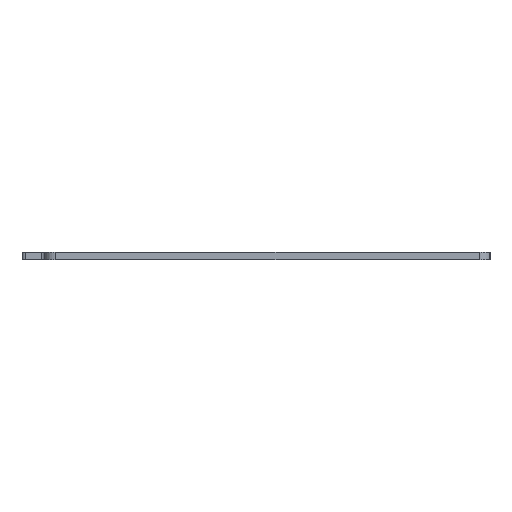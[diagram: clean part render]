
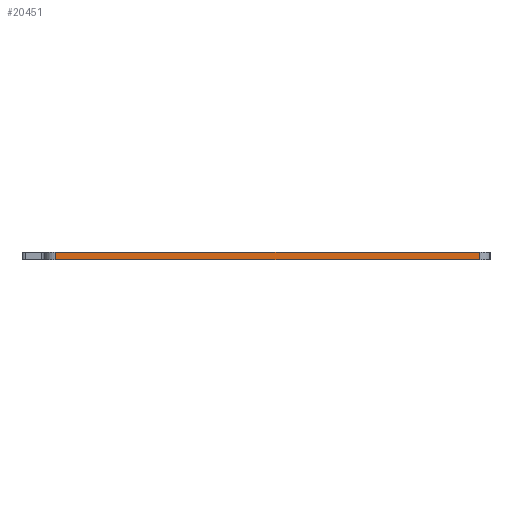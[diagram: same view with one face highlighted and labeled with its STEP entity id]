
A CAD part, left-side view. The second image highlights one B-rep face of the part: STEP entity #20451.
In plain terms, the highlighted planar face has unit normal (-1, 0, 0).
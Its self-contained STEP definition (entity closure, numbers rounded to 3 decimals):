
#84 = PLANE('',#85);
#85 = AXIS2_PLACEMENT_3D('',#86,#87,#88);
#86 = CARTESIAN_POINT('',(0.173,-1.9,1.6));
#87 = DIRECTION('',(0.,0.,1.));
#88 = DIRECTION('',(1.,0.,-0.));
#139 = PLANE('',#140);
#140 = AXIS2_PLACEMENT_3D('',#141,#142,#143);
#141 = CARTESIAN_POINT('',(0.173,-1.9,0.));
#142 = DIRECTION('',(0.,0.,1.));
#143 = DIRECTION('',(1.,0.,-0.));
#418 = VERTEX_POINT('',#419);
#419 = CARTESIAN_POINT('',(-145.256,45.044,0.));
#434 = CYLINDRICAL_SURFACE('',#435,2.381);
#435 = AXIS2_PLACEMENT_3D('',#436,#437,#438);
#436 = CARTESIAN_POINT('',(-142.875,45.044,0.));
#437 = DIRECTION('',(-0.,-0.,-1.));
#438 = DIRECTION('',(1.,0.,-0.));
#446 = EDGE_CURVE('',#447,#418,#449,.T.);
#447 = VERTEX_POINT('',#448);
#448 = CARTESIAN_POINT('',(-145.256,-50.206,0.));
#449 = SURFACE_CURVE('',#450,(#454,#461),.PCURVE_S1.);
#450 = LINE('',#451,#452);
#451 = CARTESIAN_POINT('',(-145.256,-50.206,0.));
#452 = VECTOR('',#453,1.);
#453 = DIRECTION('',(0.,1.,0.));
#454 = PCURVE('',#139,#455);
#455 = DEFINITIONAL_REPRESENTATION('',(#456),#460);
#456 = LINE('',#457,#458);
#457 = CARTESIAN_POINT('',(-145.429,-48.306));
#458 = VECTOR('',#459,1.);
#459 = DIRECTION('',(0.,1.));
#460 = ( GEOMETRIC_REPRESENTATION_CONTEXT(2) 
PARAMETRIC_REPRESENTATION_CONTEXT() REPRESENTATION_CONTEXT('2D SPACE',''
  ) );
#461 = PCURVE('',#462,#467);
#462 = PLANE('',#463);
#463 = AXIS2_PLACEMENT_3D('',#464,#465,#466);
#464 = CARTESIAN_POINT('',(-145.256,-50.206,0.));
#465 = DIRECTION('',(-1.,0.,0.));
#466 = DIRECTION('',(0.,1.,0.));
#467 = DEFINITIONAL_REPRESENTATION('',(#468),#472);
#468 = LINE('',#469,#470);
#469 = CARTESIAN_POINT('',(0.,0.));
#470 = VECTOR('',#471,1.);
#471 = DIRECTION('',(1.,0.));
#472 = ( GEOMETRIC_REPRESENTATION_CONTEXT(2) 
PARAMETRIC_REPRESENTATION_CONTEXT() REPRESENTATION_CONTEXT('2D SPACE',''
  ) );
#491 = CYLINDRICAL_SURFACE('',#492,2.381);
#492 = AXIS2_PLACEMENT_3D('',#493,#494,#495);
#493 = CARTESIAN_POINT('',(-142.875,-50.206,0.));
#494 = DIRECTION('',(-0.,-0.,-1.));
#495 = DIRECTION('',(1.,0.,-0.));
#11199 = VERTEX_POINT('',#11200);
#11200 = CARTESIAN_POINT('',(-145.256,45.044,1.6));
#11222 = EDGE_CURVE('',#11223,#11199,#11225,.T.);
#11223 = VERTEX_POINT('',#11224);
#11224 = CARTESIAN_POINT('',(-145.256,-50.206,1.6));
#11225 = SURFACE_CURVE('',#11226,(#11230,#11237),.PCURVE_S1.);
#11226 = LINE('',#11227,#11228);
#11227 = CARTESIAN_POINT('',(-145.256,-50.206,1.6));
#11228 = VECTOR('',#11229,1.);
#11229 = DIRECTION('',(0.,1.,0.));
#11230 = PCURVE('',#84,#11231);
#11231 = DEFINITIONAL_REPRESENTATION('',(#11232),#11236);
#11232 = LINE('',#11233,#11234);
#11233 = CARTESIAN_POINT('',(-145.429,-48.306));
#11234 = VECTOR('',#11235,1.);
#11235 = DIRECTION('',(0.,1.));
#11236 = ( GEOMETRIC_REPRESENTATION_CONTEXT(2) 
PARAMETRIC_REPRESENTATION_CONTEXT() REPRESENTATION_CONTEXT('2D SPACE',''
  ) );
#11237 = PCURVE('',#462,#11238);
#11238 = DEFINITIONAL_REPRESENTATION('',(#11239),#11243);
#11239 = LINE('',#11240,#11241);
#11240 = CARTESIAN_POINT('',(0.,-1.6));
#11241 = VECTOR('',#11242,1.);
#11242 = DIRECTION('',(1.,0.));
#11243 = ( GEOMETRIC_REPRESENTATION_CONTEXT(2) 
PARAMETRIC_REPRESENTATION_CONTEXT() REPRESENTATION_CONTEXT('2D SPACE',''
  ) );
#20403 = EDGE_CURVE('',#418,#11199,#20404,.T.);
#20404 = SURFACE_CURVE('',#20405,(#20409,#20416),.PCURVE_S1.);
#20405 = LINE('',#20406,#20407);
#20406 = CARTESIAN_POINT('',(-145.256,45.044,0.));
#20407 = VECTOR('',#20408,1.);
#20408 = DIRECTION('',(0.,0.,1.));
#20409 = PCURVE('',#434,#20410);
#20410 = DEFINITIONAL_REPRESENTATION('',(#20411),#20415);
#20411 = LINE('',#20412,#20413);
#20412 = CARTESIAN_POINT('',(-3.142,0.));
#20413 = VECTOR('',#20414,1.);
#20414 = DIRECTION('',(-0.,-1.));
#20415 = ( GEOMETRIC_REPRESENTATION_CONTEXT(2) 
PARAMETRIC_REPRESENTATION_CONTEXT() REPRESENTATION_CONTEXT('2D SPACE',''
  ) );
#20416 = PCURVE('',#462,#20417);
#20417 = DEFINITIONAL_REPRESENTATION('',(#20418),#20422);
#20418 = LINE('',#20419,#20420);
#20419 = CARTESIAN_POINT('',(95.25,0.));
#20420 = VECTOR('',#20421,1.);
#20421 = DIRECTION('',(0.,-1.));
#20422 = ( GEOMETRIC_REPRESENTATION_CONTEXT(2) 
PARAMETRIC_REPRESENTATION_CONTEXT() REPRESENTATION_CONTEXT('2D SPACE',''
  ) );
#20451 = ADVANCED_FACE('',(#20452),#462,.T.);
#20452 = FACE_BOUND('',#20453,.T.);
#20453 = EDGE_LOOP('',(#20454,#20475,#20476,#20477));
#20454 = ORIENTED_EDGE('',*,*,#20455,.T.);
#20455 = EDGE_CURVE('',#447,#11223,#20456,.T.);
#20456 = SURFACE_CURVE('',#20457,(#20461,#20468),.PCURVE_S1.);
#20457 = LINE('',#20458,#20459);
#20458 = CARTESIAN_POINT('',(-145.256,-50.206,0.));
#20459 = VECTOR('',#20460,1.);
#20460 = DIRECTION('',(0.,0.,1.));
#20461 = PCURVE('',#462,#20462);
#20462 = DEFINITIONAL_REPRESENTATION('',(#20463),#20467);
#20463 = LINE('',#20464,#20465);
#20464 = CARTESIAN_POINT('',(0.,0.));
#20465 = VECTOR('',#20466,1.);
#20466 = DIRECTION('',(0.,-1.));
#20467 = ( GEOMETRIC_REPRESENTATION_CONTEXT(2) 
PARAMETRIC_REPRESENTATION_CONTEXT() REPRESENTATION_CONTEXT('2D SPACE',''
  ) );
#20468 = PCURVE('',#491,#20469);
#20469 = DEFINITIONAL_REPRESENTATION('',(#20470),#20474);
#20470 = LINE('',#20471,#20472);
#20471 = CARTESIAN_POINT('',(-3.141,0.));
#20472 = VECTOR('',#20473,1.);
#20473 = DIRECTION('',(-0.,-1.));
#20474 = ( GEOMETRIC_REPRESENTATION_CONTEXT(2) 
PARAMETRIC_REPRESENTATION_CONTEXT() REPRESENTATION_CONTEXT('2D SPACE',''
  ) );
#20475 = ORIENTED_EDGE('',*,*,#11222,.T.);
#20476 = ORIENTED_EDGE('',*,*,#20403,.F.);
#20477 = ORIENTED_EDGE('',*,*,#446,.F.);
